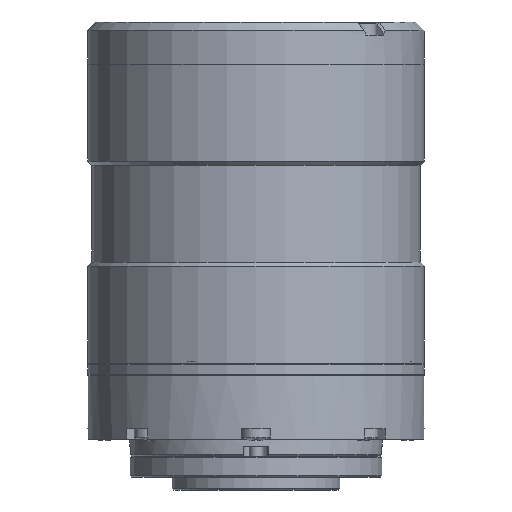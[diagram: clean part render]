
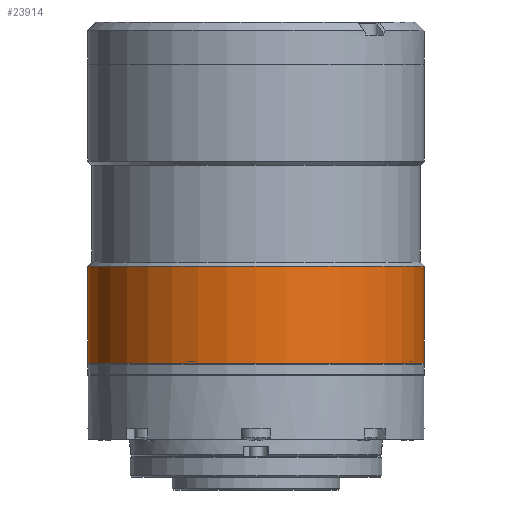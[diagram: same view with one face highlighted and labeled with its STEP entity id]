
A CAD part, front view. The second image highlights one B-rep face of the part: STEP entity #23914.
In plain terms, the highlighted cylindrical face has radius 20 mm (diameter 40 mm), a full revolution.
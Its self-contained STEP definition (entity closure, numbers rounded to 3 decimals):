
#2268=FACE_OUTER_BOUND('',#3582,.T.);
#3582=EDGE_LOOP('',(#16885,#16886,#16887,#16888));
#5121=LINE('',#34599,#7781);
#7781=VECTOR('',#27665,20.);
#10442=CIRCLE('',#25486,20.);
#10448=CIRCLE('',#25494,20.);
#11153=VERTEX_POINT('',#34581);
#11159=VERTEX_POINT('',#34597);
#13419=EDGE_CURVE('',#11153,#11153,#10442,.T.);
#13427=EDGE_CURVE('',#11159,#11159,#10448,.T.);
#13428=EDGE_CURVE('',#11159,#11153,#5121,.T.);
#16885=ORIENTED_EDGE('',*,*,#13427,.T.);
#16886=ORIENTED_EDGE('',*,*,#13428,.T.);
#16887=ORIENTED_EDGE('',*,*,#13419,.T.);
#16888=ORIENTED_EDGE('',*,*,#13428,.F.);
#23687=CYLINDRICAL_SURFACE('',#25493,20.);
#23914=ADVANCED_FACE('',(#2268),#23687,.T.);
#25486=AXIS2_PLACEMENT_3D('',#34582,#27645,#27646);
#25493=AXIS2_PLACEMENT_3D('',#34596,#27661,#27662);
#25494=AXIS2_PLACEMENT_3D('',#34598,#27663,#27664);
#27645=DIRECTION('center_axis',(0.,0.,-1.));
#27646=DIRECTION('ref_axis',(-1.,0.,0.));
#27661=DIRECTION('center_axis',(0.,0.,-1.));
#27662=DIRECTION('ref_axis',(-1.,0.,0.));
#27663=DIRECTION('center_axis',(0.,0.,1.));
#27664=DIRECTION('ref_axis',(1.,0.,0.));
#27665=DIRECTION('',(0.,0.,1.));
#34581=CARTESIAN_POINT('',(20.,0.,-6.25));
#34582=CARTESIAN_POINT('Origin',(0.,0.,-6.25));
#34596=CARTESIAN_POINT('Origin',(0.,0.,17.75));
#34597=CARTESIAN_POINT('',(20.,0.,-17.75));
#34598=CARTESIAN_POINT('Origin',(0.,0.,-17.75));
#34599=CARTESIAN_POINT('',(20.,0.,17.75));
